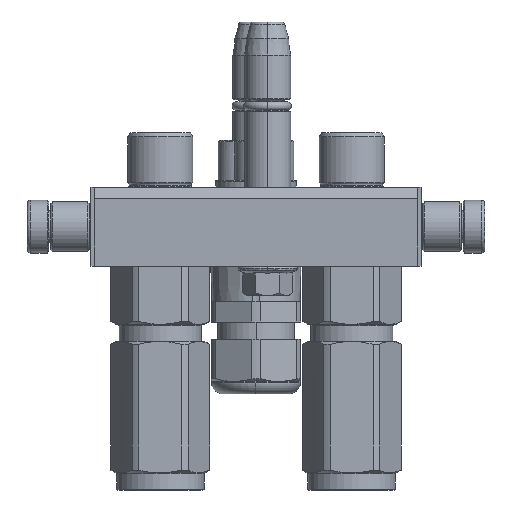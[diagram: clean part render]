
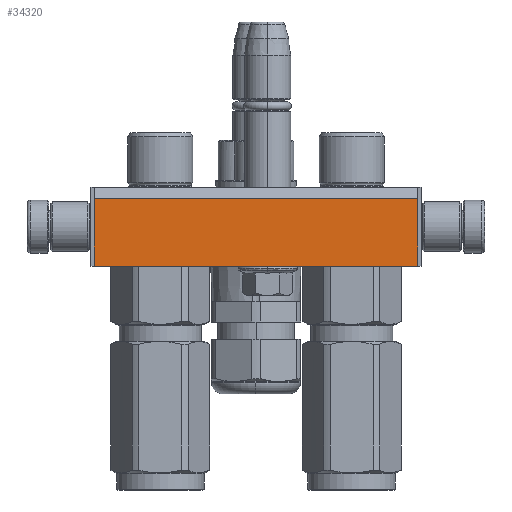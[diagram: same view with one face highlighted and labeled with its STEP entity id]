
A CAD part, left-side view. The second image highlights one B-rep face of the part: STEP entity #34320.
In plain terms, the highlighted face is planar.
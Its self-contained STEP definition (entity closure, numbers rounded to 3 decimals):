
#2070 = VERTEX_POINT ( 'NONE', #26718 ) ;
#6096 = CARTESIAN_POINT ( 'NONE',  ( 78., 24., 24. ) ) ;
#6230 = VECTOR ( 'NONE', #50172, 1000. ) ;
#8437 = VERTEX_POINT ( 'NONE', #45001 ) ;
#8613 = ORIENTED_EDGE ( 'NONE', *, *, #9486, .T. ) ;
#9486 = EDGE_CURVE ( 'NONE', #2070, #8437, #26917, .T. ) ;
#10956 = PLANE ( 'NONE',  #40993 ) ;
#11273 = DIRECTION ( 'NONE',  ( 0., 0., 1. ) ) ;
#11362 = LINE ( 'NONE', #41482, #25358 ) ;
#13979 = DIRECTION ( 'NONE',  ( 0., 1., 0. ) ) ;
#15044 = VECTOR ( 'NONE', #41419, 1000. ) ;
#17265 = CARTESIAN_POINT ( 'NONE',  ( -20., 24., 24. ) ) ;
#22492 = CARTESIAN_POINT ( 'NONE',  ( -21., 0., 24. ) ) ;
#25358 = VECTOR ( 'NONE', #29503, 1000. ) ;
#26309 = FACE_OUTER_BOUND ( 'NONE', #26972, .T. ) ;
#26718 = CARTESIAN_POINT ( 'NONE',  ( -20., 3.464, 24. ) ) ;
#26917 = LINE ( 'NONE', #46602, #6230 ) ;
#26972 = EDGE_LOOP ( 'NONE', ( #49856, #36864, #8613, #37922 ) ) ;
#28388 = LINE ( 'NONE', #41244, #15044 ) ;
#29503 = DIRECTION ( 'NONE',  ( 0., 1., 0. ) ) ;
#30277 = LINE ( 'NONE', #33907, #32690 ) ;
#31753 = EDGE_CURVE ( 'NONE', #8437, #43409, #30277, .T. ) ;
#32690 = VECTOR ( 'NONE', #13979, 1000. ) ;
#33907 = CARTESIAN_POINT ( 'NONE',  ( 78., 3.464, 24. ) ) ;
#34320 = ADVANCED_FACE ( 'NONE', ( #26309 ), #10956, .T. ) ;
#36864 = ORIENTED_EDGE ( 'NONE', *, *, #38227, .F. ) ;
#37922 = ORIENTED_EDGE ( 'NONE', *, *, #31753, .T. ) ;
#38029 = VERTEX_POINT ( 'NONE', #17265 ) ;
#38040 = DIRECTION ( 'NONE',  ( 1., 0., 0. ) ) ;
#38227 = EDGE_CURVE ( 'NONE', #2070, #38029, #11362, .T. ) ;
#38914 = EDGE_CURVE ( 'NONE', #38029, #43409, #28388, .T. ) ;
#40993 = AXIS2_PLACEMENT_3D ( 'NONE', #22492, #11273, #38040 ) ;
#41244 = CARTESIAN_POINT ( 'NONE',  ( -20., 24., 24. ) ) ;
#41419 = DIRECTION ( 'NONE',  ( 1., 0., 0. ) ) ;
#41482 = CARTESIAN_POINT ( 'NONE',  ( -20., 3.464, 24. ) ) ;
#43409 = VERTEX_POINT ( 'NONE', #6096 ) ;
#45001 = CARTESIAN_POINT ( 'NONE',  ( 78., 3.464, 24. ) ) ;
#46602 = CARTESIAN_POINT ( 'NONE',  ( -20., 3.464, 24. ) ) ;
#49856 = ORIENTED_EDGE ( 'NONE', *, *, #38914, .F. ) ;
#50172 = DIRECTION ( 'NONE',  ( 1., 0., 0. ) ) ;
